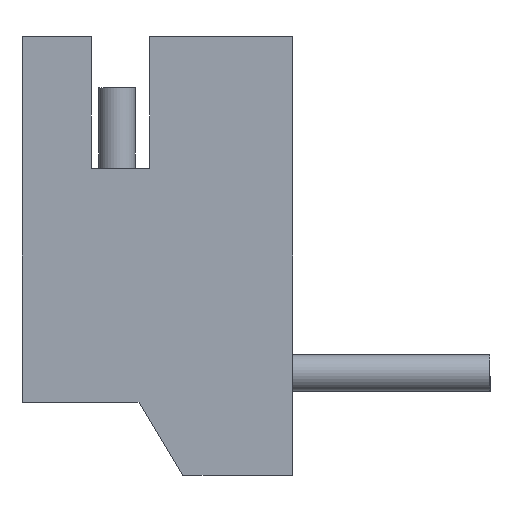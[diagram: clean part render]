
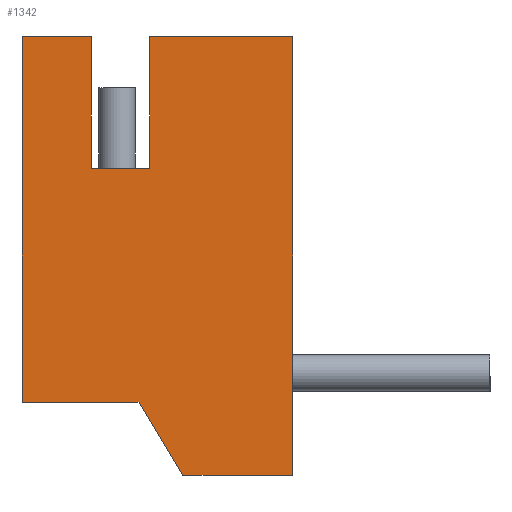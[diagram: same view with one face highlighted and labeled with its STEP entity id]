
A CAD part, left-side view. The second image highlights one B-rep face of the part: STEP entity #1342.
In plain terms, the highlighted planar face has unit normal (-1, 0, 0).
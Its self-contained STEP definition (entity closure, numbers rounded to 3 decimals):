
#941 = EDGE_CURVE ( 'NONE', #955, #1027, #1908, .T. ) ;
#953 = EDGE_CURVE ( 'NONE', #954, #955, #1837, .T. ) ;
#954 = VERTEX_POINT ( 'NONE', #1833 ) ;
#955 = VERTEX_POINT ( 'NONE', #1832 ) ;
#1024 = VERTEX_POINT ( 'NONE', #2377 ) ;
#1026 = EDGE_CURVE ( 'NONE', #1027, #1024, #2376, .T. ) ;
#1027 = VERTEX_POINT ( 'NONE', #2372 ) ;
#1043 = VERTEX_POINT ( 'NONE', #2463 ) ;
#1045 = EDGE_CURVE ( 'NONE', #1046, #1043, #2462, .T. ) ;
#1046 = VERTEX_POINT ( 'NONE', #2458 ) ;
#1148 = ORIENTED_EDGE ( 'NONE', *, *, #1149, .F. ) ;
#1149 = EDGE_CURVE ( 'NONE', #954, #1360, #2837, .T. ) ;
#1150 = ORIENTED_EDGE ( 'NONE', *, *, #953, .T. ) ;
#1151 = ORIENTED_EDGE ( 'NONE', *, *, #941, .T. ) ;
#1152 = ORIENTED_EDGE ( 'NONE', *, *, #1026, .T. ) ;
#1153 = ORIENTED_EDGE ( 'NONE', *, *, #1154, .T. ) ;
#1154 = EDGE_CURVE ( 'NONE', #1024, #1155, #2784, .T. ) ;
#1155 = VERTEX_POINT ( 'NONE', #2780 ) ;
#1156 = ORIENTED_EDGE ( 'NONE', *, *, #1157, .T. ) ;
#1157 = EDGE_CURVE ( 'NONE', #1155, #1046, #2903, .T. ) ;
#1158 = ORIENTED_EDGE ( 'NONE', *, *, #1045, .T. ) ;
#1195 = ORIENTED_EDGE ( 'NONE', *, *, #1401, .F. ) ;
#1338 = VERTEX_POINT ( 'NONE', #3392 ) ;
#1340 = EDGE_CURVE ( 'NONE', #1043, #1338, #3390, .T. ) ;
#1342 = ADVANCED_FACE ( 'NONE', ( #3386 ), #3457, .F. ) ;
#1343 = EDGE_LOOP ( 'NONE', ( #1344, #1148, #1150, #1151, #1152, #1153, #1156, #1158, #1402, #1195 ) ) ;
#1344 = ORIENTED_EDGE ( 'NONE', *, *, #1345, .F. ) ;
#1345 = EDGE_CURVE ( 'NONE', #1360, #1361, #3452, .T. ) ;
#1360 = VERTEX_POINT ( 'NONE', #3487 ) ;
#1361 = VERTEX_POINT ( 'NONE', #3486 ) ;
#1401 = EDGE_CURVE ( 'NONE', #1361, #1338, #3419, .T. ) ;
#1402 = ORIENTED_EDGE ( 'NONE', *, *, #1340, .T. ) ;
#1832 = CARTESIAN_POINT ( 'NONE',  ( 7.5, 0., 7. ) ) ;
#1833 = CARTESIAN_POINT ( 'NONE',  ( 7.5, -0.95, 7. ) ) ;
#1834 = DIRECTION ( 'NONE',  ( 0., 1., 0. ) ) ;
#1835 = VECTOR ( 'NONE', #1834, 1000. ) ;
#1836 = CARTESIAN_POINT ( 'NONE',  ( 7.5, 0., 7. ) ) ;
#1837 = LINE ( 'NONE', #1836, #1835 ) ;
#1906 = VECTOR ( 'NONE', #2013, 1000. ) ;
#1907 = CARTESIAN_POINT ( 'NONE',  ( 7.5, 0., 2. ) ) ;
#1908 = LINE ( 'NONE', #1907, #1906 ) ;
#2013 = DIRECTION ( 'NONE',  ( 0., 0., -1. ) ) ;
#2372 = CARTESIAN_POINT ( 'NONE',  ( 7.5, 0., 2. ) ) ;
#2373 = DIRECTION ( 'NONE',  ( 0., -1., 0. ) ) ;
#2374 = VECTOR ( 'NONE', #2373, 1000. ) ;
#2375 = CARTESIAN_POINT ( 'NONE',  ( 7.5, 0., 2. ) ) ;
#2376 = LINE ( 'NONE', #2375, #2374 ) ;
#2377 = CARTESIAN_POINT ( 'NONE',  ( 7.5, -1.6, 2. ) ) ;
#2458 = CARTESIAN_POINT ( 'NONE',  ( 7.5, -3.7, 1. ) ) ;
#2459 = DIRECTION ( 'NONE',  ( 0., 0., 1. ) ) ;
#2460 = VECTOR ( 'NONE', #2459, 1000. ) ;
#2461 = CARTESIAN_POINT ( 'NONE',  ( 7.5, -3.7, 2. ) ) ;
#2462 = LINE ( 'NONE', #2461, #2460 ) ;
#2463 = CARTESIAN_POINT ( 'NONE',  ( 7.5, -3.7, 7. ) ) ;
#2780 = CARTESIAN_POINT ( 'NONE',  ( 7.5, -2.2, 1. ) ) ;
#2781 = DIRECTION ( 'NONE',  ( 0., -0.514, -0.857 ) ) ;
#2782 = VECTOR ( 'NONE', #2781, 1000. ) ;
#2783 = CARTESIAN_POINT ( 'NONE',  ( 7.5, -1.6, 2. ) ) ;
#2784 = LINE ( 'NONE', #2783, #2782 ) ;
#2834 = DIRECTION ( 'NONE',  ( 0., 0., -1. ) ) ;
#2835 = VECTOR ( 'NONE', #2834, 1000. ) ;
#2836 = CARTESIAN_POINT ( 'NONE',  ( 7.5, -0.95, 7. ) ) ;
#2837 = LINE ( 'NONE', #2836, #2835 ) ;
#2900 = DIRECTION ( 'NONE',  ( 0., -1., 0. ) ) ;
#2901 = VECTOR ( 'NONE', #2900, 1000. ) ;
#2902 = CARTESIAN_POINT ( 'NONE',  ( 7.5, -2.2, 1. ) ) ;
#2903 = LINE ( 'NONE', #2902, #2901 ) ;
#3386 = FACE_OUTER_BOUND ( 'NONE', #1343, .T. ) ;
#3387 = DIRECTION ( 'NONE',  ( 0., 1., 0. ) ) ;
#3388 = VECTOR ( 'NONE', #3387, 1000. ) ;
#3389 = CARTESIAN_POINT ( 'NONE',  ( 7.5, 0., 7. ) ) ;
#3390 = LINE ( 'NONE', #3389, #3388 ) ;
#3392 = CARTESIAN_POINT ( 'NONE',  ( 7.5, -1.75, 7. ) ) ;
#3416 = DIRECTION ( 'NONE',  ( 0., 0., 1. ) ) ;
#3417 = VECTOR ( 'NONE', #3416, 1000. ) ;
#3418 = CARTESIAN_POINT ( 'NONE',  ( 7.5, -1.75, 7. ) ) ;
#3419 = LINE ( 'NONE', #3418, #3417 ) ;
#3449 = DIRECTION ( 'NONE',  ( 0., -1., 0. ) ) ;
#3450 = VECTOR ( 'NONE', #3449, 1000. ) ;
#3451 = CARTESIAN_POINT ( 'NONE',  ( 7.5, -0.95, 5.2 ) ) ;
#3452 = LINE ( 'NONE', #3451, #3450 ) ;
#3453 = DIRECTION ( 'NONE',  ( 0., 1., 0. ) ) ;
#3454 = DIRECTION ( 'NONE',  ( 1., 0., 0. ) ) ;
#3455 = CARTESIAN_POINT ( 'NONE',  ( 7.5, 0., 7. ) ) ;
#3456 = AXIS2_PLACEMENT_3D ( 'NONE', #3455, #3454, #3453 ) ;
#3457 = PLANE ( 'NONE',  #3456 ) ;
#3486 = CARTESIAN_POINT ( 'NONE',  ( 7.5, -1.75, 5.2 ) ) ;
#3487 = CARTESIAN_POINT ( 'NONE',  ( 7.5, -0.95, 5.2 ) ) ;
